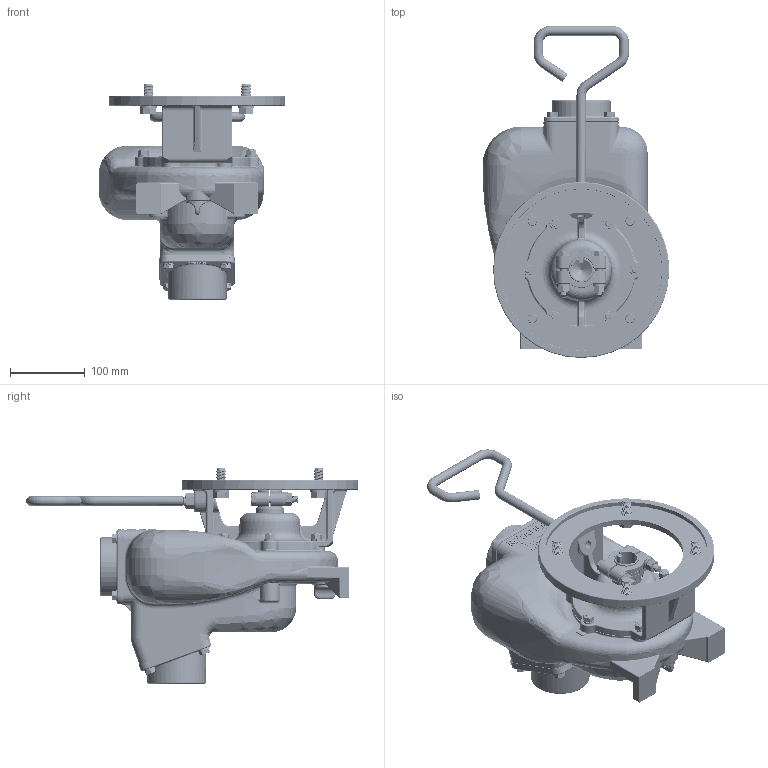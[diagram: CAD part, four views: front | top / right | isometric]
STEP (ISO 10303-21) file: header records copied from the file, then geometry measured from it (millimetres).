
FILE_DESCRIPTION(/* description */ ('2" PUMP HOUSING'),/* implementation_level */ '2;1');
FILE_NAME(/* name */ '234POSS.stp',/* time_stamp */ '2014-09-29T14:46:33-04:00',/* author */ ('mclevenger'),/* organization */ (''),/* preprocessor_version */ 'ST-DEVELOPER v15.2',/* originating_system */ 'Autodesk Inventor 2014',/* authorisation */ '');
FILE_SCHEMA (('AUTOMOTIVE_DESIGN { 1 0 10303 214 3 1 1 }'));
Products named in the file (37): 17026SSX; 17000SS; 17002SS; 17014; 17017X; 17021; 17020; 18016; V07019; V07018; 17017; 17019; V10118; 17011SS; 17130SS; 17042; UV15163V; 12777SS; 17026SS; V10119; 15022; 17009B; 17010; 17018; 18029A; 18029B; V20019; V20018; BF207; 18129; 18125SS; 17406; 17408SS; 17446SS; 17449; 18058; 234POSS
Bounding box: 248.86 x 442.69 x 286.89 mm (x, y, z)
Volume: 2727476.3 mm3; surface area: 873578.9 mm2
Topology: 73 solids, 74 shells, 6008 faces, 13986 edges, 8142 vertices
Faces by surface type: cylinder 2037, cone 1554, plane 1073, bspline 978, torus 312, sphere 54
Full cylindrical faces by diameter (mm): 6.401 x16, 6.858 x2, 7.144 x1, 7.938 x10, 9.128 x12, 9.525 x6, 9.906 x1, 10.319 x4, 10.592 x1, 12.7 x7, 13.741 x11, 14.275 x4, 14.351 x2, 25.527 x1, 28.575 x1, 28.6 x1, 28.702 x1, 38.1 x2, 38.862 x2, 40.45 x1, 41.148 x1, 41.275 x1, 41.91 x1, 44.196 x1, 44.45 x2, 46.025 x1, 46.037 x1, 46.799 x1, 50.8 x1, 52.387 x1
Entity records: 168882 total; most frequent: CARTESIAN_POINT 86672, ORIENTED_EDGE 17786, DIRECTION 15066, EDGE_CURVE 8893, AXIS2_PLACEMENT_3D 5838, VERTEX_POINT 5483, EDGE_LOOP 4258, ADVANCED_FACE 3792
